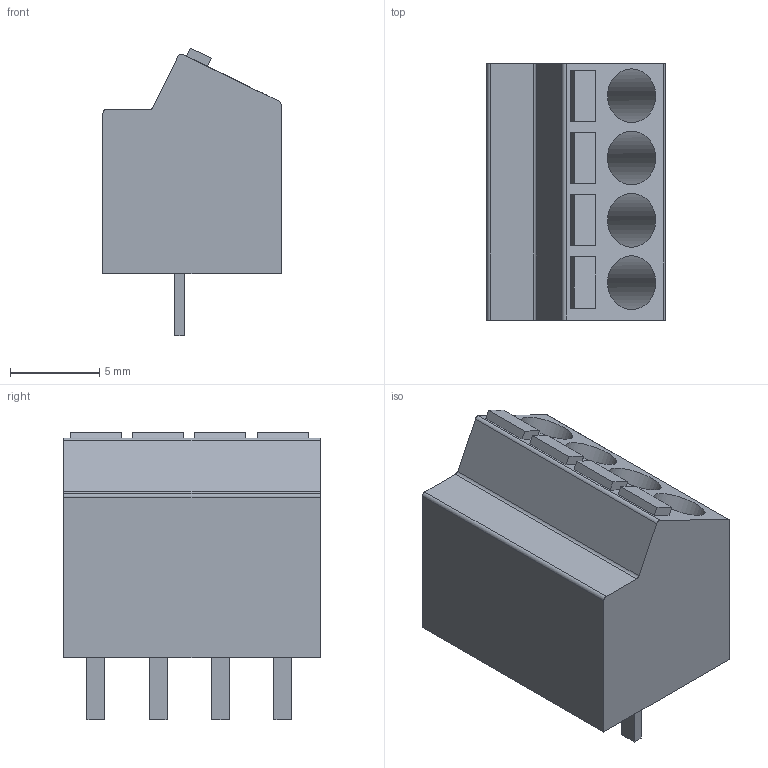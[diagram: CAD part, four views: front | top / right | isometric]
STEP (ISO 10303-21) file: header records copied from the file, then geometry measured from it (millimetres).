
FILE_DESCRIPTION(/* description */ (''),/* implementation_level */ '2;1');
FILE_NAME(/* name */ 'KF250NH_3.5_4P.step',/* time_stamp */ '2025-06-04T16:38:25+02:00',/* author */ (''),/* organization */ (''),/* preprocessor_version */ 'ST-DEVELOPER v20.1',/* originating_system */ 'Autodesk Translation Framework v14.10.0.0',/* authorisation */ '');
FILE_SCHEMA (('AUTOMOTIVE_DESIGN { 1 0 10303 214 3 1 1 }'));
Length unit declared in the file: millimetre
Products named in the file (1): KF250NH_3.5_2P
Bounding box: 10 x 14.4 x 16.17 mm (x, y, z)
Volume: 1295.8 mm3; surface area: 1202.1 mm2
Topology: 9 solids, 9 shells, 68 faces, 138 edges, 92 vertices
Faces by surface type: plane 60, cylinder 8
Full cylindrical faces by diameter (mm): 3.021 x4
Entity records: 1797 total; most frequent: CARTESIAN_POINT 299, DIRECTION 292, ORIENTED_EDGE 276, EDGE_CURVE 138, LINE 122, VECTOR 122, VERTEX_POINT 92, AXIS2_PLACEMENT_3D 85
